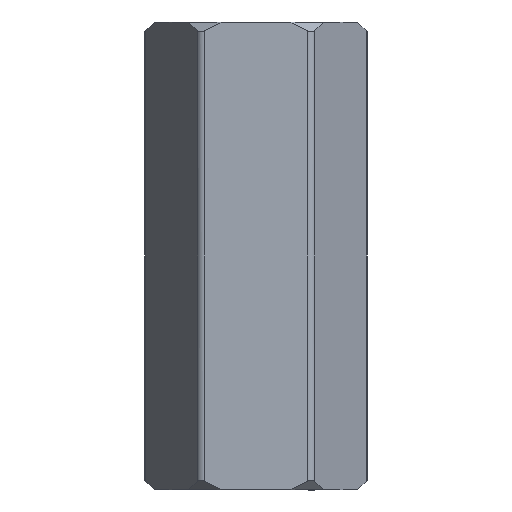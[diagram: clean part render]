
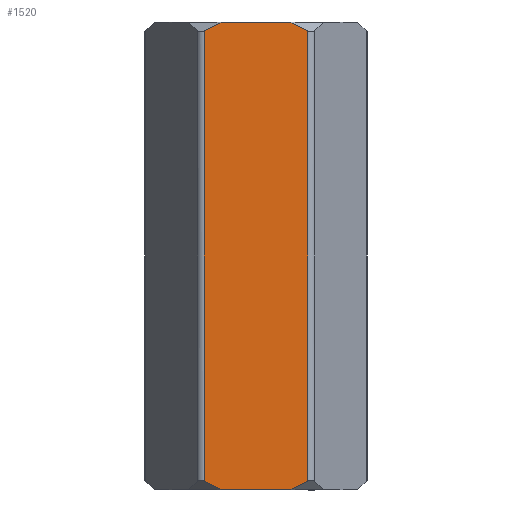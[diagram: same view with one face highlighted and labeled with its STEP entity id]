
A CAD part, front view. The second image highlights one B-rep face of the part: STEP entity #1520.
In plain terms, the highlighted planar face has unit normal (0, -1, 0).
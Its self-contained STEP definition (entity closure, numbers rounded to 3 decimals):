
#29=PLANE('',#1627);
#114=FACE_OUTER_BOUND('',#194,.T.);
#194=EDGE_LOOP('',(#1195,#1196,#1197,#1198,#1199,#1200,#1201,#1202));
#411=LINE('',#3788,#519);
#413=LINE('',#3794,#521);
#416=LINE('',#3800,#524);
#417=LINE('',#3802,#525);
#418=LINE('',#3804,#526);
#419=LINE('',#3806,#527);
#420=LINE('',#3808,#528);
#421=LINE('',#3809,#529);
#519=VECTOR('',#1873,10.);
#521=VECTOR('',#1879,10.);
#524=VECTOR('',#1884,10.);
#525=VECTOR('',#1885,10.);
#526=VECTOR('',#1886,10.);
#527=VECTOR('',#1887,10.);
#528=VECTOR('',#1888,10.);
#529=VECTOR('',#1889,10.);
#685=VERTEX_POINT('',#3785);
#686=VERTEX_POINT('',#3787);
#688=VERTEX_POINT('',#3793);
#690=VERTEX_POINT('',#3799);
#691=VERTEX_POINT('',#3801);
#692=VERTEX_POINT('',#3803);
#693=VERTEX_POINT('',#3805);
#694=VERTEX_POINT('',#3807);
#895=EDGE_CURVE('',#685,#686,#411,.T.);
#898=EDGE_CURVE('',#686,#688,#413,.T.);
#901=EDGE_CURVE('',#685,#690,#416,.T.);
#902=EDGE_CURVE('',#691,#690,#417,.T.);
#903=EDGE_CURVE('',#691,#692,#418,.T.);
#904=EDGE_CURVE('',#693,#692,#419,.T.);
#905=EDGE_CURVE('',#694,#693,#420,.T.);
#906=EDGE_CURVE('',#694,#688,#421,.T.);
#1195=ORIENTED_EDGE('',*,*,#895,.F.);
#1196=ORIENTED_EDGE('',*,*,#901,.T.);
#1197=ORIENTED_EDGE('',*,*,#902,.F.);
#1198=ORIENTED_EDGE('',*,*,#903,.T.);
#1199=ORIENTED_EDGE('',*,*,#904,.F.);
#1200=ORIENTED_EDGE('',*,*,#905,.F.);
#1201=ORIENTED_EDGE('',*,*,#906,.T.);
#1202=ORIENTED_EDGE('',*,*,#898,.F.);
#1520=ADVANCED_FACE('',(#114),#29,.T.);
#1627=AXIS2_PLACEMENT_3D('',#3798,#1882,#1883);
#1873=DIRECTION('',(0.,0.,-1.));
#1879=DIRECTION('',(-0.894,0.,-0.447));
#1882=DIRECTION('center_axis',(0.,-1.,0.));
#1883=DIRECTION('ref_axis',(1.,0.,0.));
#1884=DIRECTION('',(-0.894,0.,0.447));
#1885=DIRECTION('',(1.,0.,0.));
#1886=DIRECTION('',(-0.894,0.,-0.447));
#1887=DIRECTION('',(0.,0.,1.));
#1888=DIRECTION('',(-0.894,0.,0.447));
#1889=DIRECTION('',(1.,0.,0.));
#3785=CARTESIAN_POINT('',(1.328,-2.5,5.771));
#3787=CARTESIAN_POINT('',(1.328,-2.5,-5.771));
#3788=CARTESIAN_POINT('',(1.328,-2.5,0.));
#3793=CARTESIAN_POINT('',(0.87,-2.5,-6.));
#3794=CARTESIAN_POINT('',(1.49,-2.5,-5.69));
#3798=CARTESIAN_POINT('Origin',(-1.443,-2.5,0.));
#3799=CARTESIAN_POINT('',(0.87,-2.5,6.));
#3800=CARTESIAN_POINT('',(1.49,-2.5,5.69));
#3801=CARTESIAN_POINT('',(-0.87,-2.5,6.));
#3802=CARTESIAN_POINT('',(-1.443,-2.5,6.));
#3803=CARTESIAN_POINT('',(-1.328,-2.5,5.771));
#3804=CARTESIAN_POINT('',(-2.298,-2.5,5.286));
#3805=CARTESIAN_POINT('',(-1.328,-2.5,-5.771));
#3806=CARTESIAN_POINT('',(-1.328,-2.5,0.));
#3807=CARTESIAN_POINT('',(-0.87,-2.5,-6.));
#3808=CARTESIAN_POINT('',(-2.298,-2.5,-5.286));
#3809=CARTESIAN_POINT('',(-1.443,-2.5,-6.));
